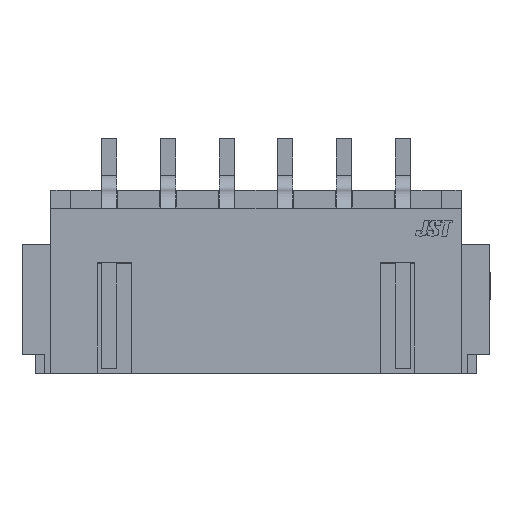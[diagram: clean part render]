
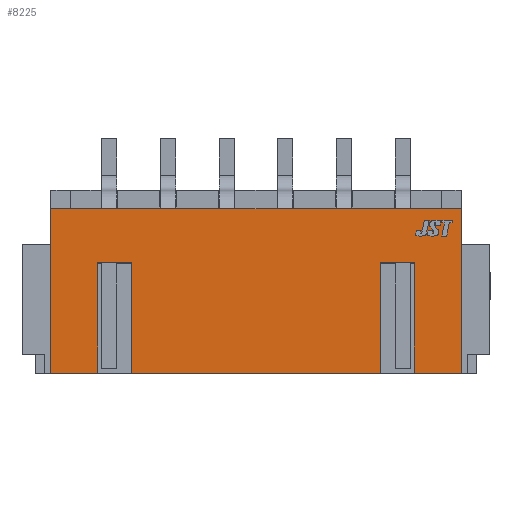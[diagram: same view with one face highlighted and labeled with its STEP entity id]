
A CAD part, top view. The second image highlights one B-rep face of the part: STEP entity #8225.
In plain terms, the highlighted face is planar.
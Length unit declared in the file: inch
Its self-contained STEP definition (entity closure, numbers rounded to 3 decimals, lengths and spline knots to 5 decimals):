
#42 = LINE ( 'NONE', #9349, #10022 ) ;
#289 = VECTOR ( 'NONE', #8396, 39.37008 ) ;
#355 = CARTESIAN_POINT ( 'NONE',  ( -0.39272, 0.23622, 0.19685 ) ) ;
#663 = EDGE_CURVE ( 'NONE', #12158, #11838, #11783, .T. ) ;
#1028 = LINE ( 'NONE', #8631, #4398 ) ;
#1357 = EDGE_CURVE ( 'NONE', #5363, #10617, #15498, .T. ) ;
#1714 = CARTESIAN_POINT ( 'NONE',  ( 0.20866, 0.23622, 0.19685 ) ) ;
#1748 = EDGE_CURVE ( 'NONE', #2043, #11667, #42, .T. ) ;
#1990 = CARTESIAN_POINT ( 'NONE',  ( 0.34449, 0.23622, 0.19685 ) ) ;
#2043 = VERTEX_POINT ( 'NONE', #1990 ) ;
#2141 = DIRECTION ( 'NONE',  ( 0., 0., -1. ) ) ;
#2347 = EDGE_CURVE ( 'NONE', #11667, #5363, #13199, .T. ) ;
#2368 = CARTESIAN_POINT ( 'NONE',  ( -0.39272, 0.23622, -0.07874 ) ) ;
#2653 = CARTESIAN_POINT ( 'NONE',  ( -0.34449, 0.23622, -0.07874 ) ) ;
#3047 = EDGE_CURVE ( 'NONE', #14585, #12169, #13731, .T. ) ;
#3595 = LINE ( 'NONE', #10614, #10209 ) ;
#3611 = LINE ( 'NONE', #9037, #9826 ) ;
#3660 = DIRECTION ( 'NONE',  ( 0., 0., -1. ) ) ;
#3677 = LINE ( 'NONE', #13810, #13607 ) ;
#4017 = VECTOR ( 'NONE', #2141, 39.37008 ) ;
#4208 = EDGE_CURVE ( 'NONE', #15991, #12769, #9800, .T. ) ;
#4347 = LINE ( 'NONE', #6015, #7640 ) ;
#4398 = VECTOR ( 'NONE', #16075, 39.37008 ) ;
#4410 = ORIENTED_EDGE ( 'NONE', *, *, #6270, .F. ) ;
#4440 = LINE ( 'NONE', #5882, #4017 ) ;
#4475 = CARTESIAN_POINT ( 'NONE',  ( -0.20866, 0.23622, 0.19685 ) ) ;
#4699 = DIRECTION ( 'NONE',  ( -1., 0., 0. ) ) ;
#4800 = CARTESIAN_POINT ( 'NONE',  ( -0.39272, 0.23622, 0.01181 ) ) ;
#4864 = ORIENTED_EDGE ( 'NONE', *, *, #6969, .F. ) ;
#5363 = VERTEX_POINT ( 'NONE', #10635 ) ;
#5379 = DIRECTION ( 'NONE',  ( -1., 0., 0. ) ) ;
#5497 = DIRECTION ( 'NONE',  ( 0., 0., 1. ) ) ;
#5510 = EDGE_CURVE ( 'NONE', #10617, #14585, #4347, .T. ) ;
#5659 = CARTESIAN_POINT ( 'NONE',  ( 0.26575, 0.23622, 0.19685 ) ) ;
#5882 = CARTESIAN_POINT ( 'NONE',  ( 0.34449, 0.23622, -0.11024 ) ) ;
#5902 = DIRECTION ( 'NONE',  ( 0., 0., 1. ) ) ;
#5988 = VECTOR ( 'NONE', #4699, 39.37008 ) ;
#6015 = CARTESIAN_POINT ( 'NONE',  ( 0.20866, 0.23622, -0.07874 ) ) ;
#6100 = EDGE_LOOP ( 'NONE', ( #7365, #11084, #11932, #7315, #6856, #4410, #6386, #10776, #8476, #8753, #4864, #12995 ) ) ;
#6125 = VECTOR ( 'NONE', #5379, 39.37008 ) ;
#6270 = EDGE_CURVE ( 'NONE', #11485, #11413, #3677, .T. ) ;
#6386 = ORIENTED_EDGE ( 'NONE', *, *, #11873, .T. ) ;
#6654 = CARTESIAN_POINT ( 'NONE',  ( -0.39272, 0.23622, 0.19685 ) ) ;
#6737 = DIRECTION ( 'NONE',  ( -1., 0., 0. ) ) ;
#6856 = ORIENTED_EDGE ( 'NONE', *, *, #12526, .T. ) ;
#6867 = CARTESIAN_POINT ( 'NONE',  ( -0.20866, 0.23622, 0.01181 ) ) ;
#6969 = EDGE_CURVE ( 'NONE', #12169, #12158, #3611, .T. ) ;
#7088 = EDGE_CURVE ( 'NONE', #11838, #15991, #3595, .T. ) ;
#7315 = ORIENTED_EDGE ( 'NONE', *, *, #1748, .F. ) ;
#7365 = ORIENTED_EDGE ( 'NONE', *, *, #5510, .F. ) ;
#7507 = CARTESIAN_POINT ( 'NONE',  ( -0.39272, 0.23622, 0.01181 ) ) ;
#7569 = DIRECTION ( 'NONE',  ( -1., 0., 0. ) ) ;
#7640 = VECTOR ( 'NONE', #5902, 39.37008 ) ;
#8225 = ADVANCED_FACE ( 'NONE', ( #13068 ), #14773, .F. ) ;
#8396 = DIRECTION ( 'NONE',  ( 0., 0., -1. ) ) ;
#8476 = ORIENTED_EDGE ( 'NONE', *, *, #7088, .F. ) ;
#8515 = AXIS2_PLACEMENT_3D ( 'NONE', #2368, #11126, #3660 ) ;
#8631 = CARTESIAN_POINT ( 'NONE',  ( -0.34449, 0.23622, -0.11024 ) ) ;
#8753 = ORIENTED_EDGE ( 'NONE', *, *, #663, .F. ) ;
#8862 = VECTOR ( 'NONE', #6737, 39.37008 ) ;
#9037 = CARTESIAN_POINT ( 'NONE',  ( -0.20866, 0.23622, -0.07874 ) ) ;
#9243 = DIRECTION ( 'NONE',  ( -1., 0., 0. ) ) ;
#9349 = CARTESIAN_POINT ( 'NONE',  ( -0.39272, 0.23622, 0.19685 ) ) ;
#9800 = LINE ( 'NONE', #355, #6125 ) ;
#9826 = VECTOR ( 'NONE', #12788, 39.37008 ) ;
#10022 = VECTOR ( 'NONE', #9243, 39.37008 ) ;
#10209 = VECTOR ( 'NONE', #5497, 39.37008 ) ;
#10295 = CARTESIAN_POINT ( 'NONE',  ( 0.26575, 0.23622, -0.07874 ) ) ;
#10614 = CARTESIAN_POINT ( 'NONE',  ( -0.26575, 0.23622, -0.07874 ) ) ;
#10617 = VERTEX_POINT ( 'NONE', #15958 ) ;
#10635 = CARTESIAN_POINT ( 'NONE',  ( 0.26575, 0.23622, 0.01181 ) ) ;
#10776 = ORIENTED_EDGE ( 'NONE', *, *, #4208, .F. ) ;
#10993 = CARTESIAN_POINT ( 'NONE',  ( -0.26575, 0.23622, 0.01181 ) ) ;
#11084 = ORIENTED_EDGE ( 'NONE', *, *, #1357, .F. ) ;
#11126 = DIRECTION ( 'NONE',  ( 0., -1., 0. ) ) ;
#11205 = CARTESIAN_POINT ( 'NONE',  ( -0.26575, 0.23622, 0.19685 ) ) ;
#11277 = CARTESIAN_POINT ( 'NONE',  ( 0.34449, 0.23622, -0.07874 ) ) ;
#11413 = VERTEX_POINT ( 'NONE', #11277 ) ;
#11485 = VERTEX_POINT ( 'NONE', #2653 ) ;
#11667 = VERTEX_POINT ( 'NONE', #5659 ) ;
#11783 = LINE ( 'NONE', #7507, #15065 ) ;
#11838 = VERTEX_POINT ( 'NONE', #10993 ) ;
#11873 = EDGE_CURVE ( 'NONE', #11485, #12769, #1028, .T. ) ;
#11932 = ORIENTED_EDGE ( 'NONE', *, *, #2347, .F. ) ;
#12158 = VERTEX_POINT ( 'NONE', #6867 ) ;
#12169 = VERTEX_POINT ( 'NONE', #4475 ) ;
#12526 = EDGE_CURVE ( 'NONE', #2043, #11413, #4440, .T. ) ;
#12550 = CARTESIAN_POINT ( 'NONE',  ( -0.34449, 0.23622, 0.19685 ) ) ;
#12769 = VERTEX_POINT ( 'NONE', #12550 ) ;
#12788 = DIRECTION ( 'NONE',  ( 0., 0., -1. ) ) ;
#12995 = ORIENTED_EDGE ( 'NONE', *, *, #3047, .F. ) ;
#13068 = FACE_OUTER_BOUND ( 'NONE', #6100, .T. ) ;
#13199 = LINE ( 'NONE', #10295, #289 ) ;
#13607 = VECTOR ( 'NONE', #15037, 39.37008 ) ;
#13731 = LINE ( 'NONE', #6654, #8862 ) ;
#13810 = CARTESIAN_POINT ( 'NONE',  ( -0.39272, 0.23622, -0.07874 ) ) ;
#14585 = VERTEX_POINT ( 'NONE', #1714 ) ;
#14773 = PLANE ( 'NONE',  #8515 ) ;
#15037 = DIRECTION ( 'NONE',  ( 1., 0., 0. ) ) ;
#15065 = VECTOR ( 'NONE', #7569, 39.37008 ) ;
#15498 = LINE ( 'NONE', #4800, #5988 ) ;
#15958 = CARTESIAN_POINT ( 'NONE',  ( 0.20866, 0.23622, 0.01181 ) ) ;
#15991 = VERTEX_POINT ( 'NONE', #11205 ) ;
#16075 = DIRECTION ( 'NONE',  ( 0., 0., 1. ) ) ;
